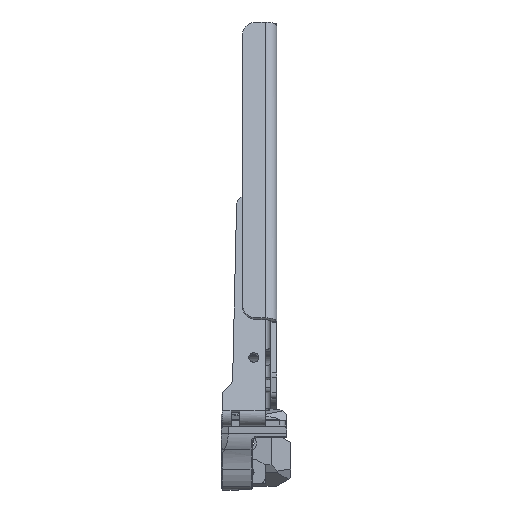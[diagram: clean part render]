
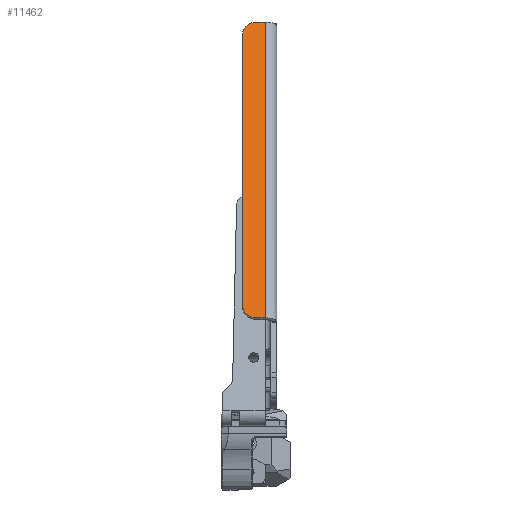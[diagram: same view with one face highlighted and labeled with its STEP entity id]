
A CAD part, left-side view. The second image highlights one B-rep face of the part: STEP entity #11462.
In plain terms, the highlighted face is planar.
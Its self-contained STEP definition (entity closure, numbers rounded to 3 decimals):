
#746=CIRCLE('',#12353,5.);
#749=CIRCLE('',#12359,5.);
#1243=FACE_OUTER_BOUND('',#1946,.T.);
#1946=EDGE_LOOP('',(#9494,#9495,#9496,#9497,#9498,#9499));
#2882=LINE('',#18828,#4095);
#2941=LINE('',#18968,#4154);
#2944=LINE('',#18975,#4157);
#2945=LINE('',#18977,#4158);
#4095=VECTOR('',#14687,10.);
#4154=VECTOR('',#14880,10.);
#4157=VECTOR('',#14891,10.);
#4158=VECTOR('',#14894,10.);
#5236=VERTEX_POINT('',#18610);
#5286=VERTEX_POINT('',#18809);
#5287=VERTEX_POINT('',#18810);
#5293=VERTEX_POINT('',#18827);
#5294=VERTEX_POINT('',#18831);
#5307=VERTEX_POINT('',#18967);
#6679=EDGE_CURVE('',#5286,#5287,#746,.T.);
#6688=EDGE_CURVE('',#5293,#5287,#2882,.T.);
#6690=EDGE_CURVE('',#5293,#5294,#749,.T.);
#6758=EDGE_CURVE('',#5307,#5236,#2941,.T.);
#6763=EDGE_CURVE('',#5236,#5294,#2944,.T.);
#6764=EDGE_CURVE('',#5286,#5307,#2945,.T.);
#9494=ORIENTED_EDGE('',*,*,#6679,.F.);
#9495=ORIENTED_EDGE('',*,*,#6764,.T.);
#9496=ORIENTED_EDGE('',*,*,#6758,.T.);
#9497=ORIENTED_EDGE('',*,*,#6763,.T.);
#9498=ORIENTED_EDGE('',*,*,#6690,.F.);
#9499=ORIENTED_EDGE('',*,*,#6688,.T.);
#10891=PLANE('',#12431);
#11462=ADVANCED_FACE('',(#1243),#10891,.F.);
#12353=AXIS2_PLACEMENT_3D('',#18811,#14671,#14672);
#12359=AXIS2_PLACEMENT_3D('',#18832,#14691,#14692);
#12431=AXIS2_PLACEMENT_3D('',#18979,#14897,#14898);
#14671=DIRECTION('center_axis',(-0.342,0.94,0.));
#14672=DIRECTION('ref_axis',(-0.664,-0.242,0.707));
#14687=DIRECTION('',(-0.94,-0.342,0.));
#14691=DIRECTION('center_axis',(-0.342,0.94,0.));
#14692=DIRECTION('ref_axis',(0.664,0.242,0.707));
#14880=DIRECTION('',(0.94,0.342,0.));
#14891=DIRECTION('',(0.,0.,1.));
#14894=DIRECTION('',(0.,0.,-1.));
#14897=DIRECTION('center_axis',(-0.342,0.94,0.));
#14898=DIRECTION('ref_axis',(-0.321,-0.117,0.94));
#18610=CARTESIAN_POINT('',(141.65,-25.963,4.));
#18809=CARTESIAN_POINT('',(37.955,-63.705,7.));
#18810=CARTESIAN_POINT('',(42.654,-61.995,12.));
#18811=CARTESIAN_POINT('Origin',(42.654,-61.995,7.));
#18827=CARTESIAN_POINT('',(136.952,-27.673,12.));
#18828=CARTESIAN_POINT('',(37.955,-63.705,12.));
#18831=CARTESIAN_POINT('',(141.65,-25.963,7.));
#18832=CARTESIAN_POINT('Origin',(136.952,-27.673,7.));
#18967=CARTESIAN_POINT('',(37.955,-63.705,4.));
#18968=CARTESIAN_POINT('',(90.33,-44.642,4.));
#18975=CARTESIAN_POINT('',(141.65,-25.963,4.));
#18977=CARTESIAN_POINT('',(37.955,-63.705,4.));
#18979=CARTESIAN_POINT('Origin',(81.119,-47.995,-47.599));
